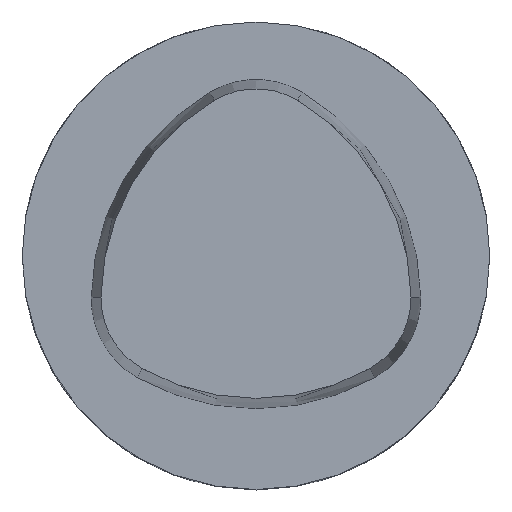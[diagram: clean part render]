
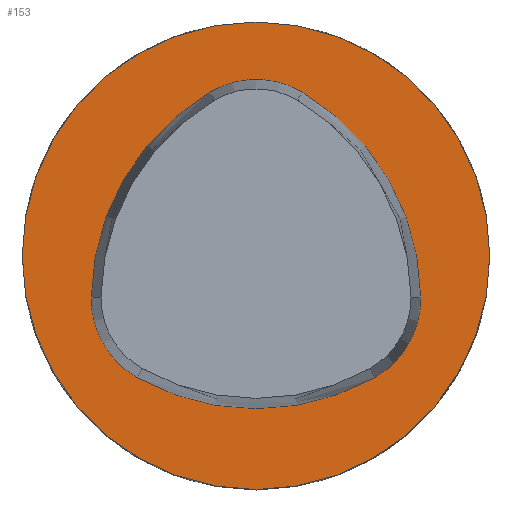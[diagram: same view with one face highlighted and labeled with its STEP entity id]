
A CAD part, top view. The second image highlights one B-rep face of the part: STEP entity #153.
In plain terms, the highlighted planar face has unit normal (0, 0, 1).
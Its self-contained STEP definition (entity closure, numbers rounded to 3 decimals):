
#107=CIRCLE('',#878,20.);
#153=ADVANCED_FACE('',(#231),#192,.T.);
#192=PLANE('',#919);
#231=FACE_OUTER_BOUND('',#286,.T.);
#286=EDGE_LOOP('',(#429));
#429=ORIENTED_EDGE('',*,*,#631,.T.);
#555=VERTEX_POINT('',#1257);
#631=EDGE_CURVE('',#555,#555,#107,.T.);
#878=AXIS2_PLACEMENT_3D('',#1256,#998,#999);
#919=AXIS2_PLACEMENT_3D('',#1401,#1096,#1097);
#998=DIRECTION('',(0.,0.,1.));
#999=DIRECTION('',(0.,1.,0.));
#1096=DIRECTION('',(0.,0.,1.));
#1097=DIRECTION('',(0.,-1.,0.));
#1256=CARTESIAN_POINT('',(0.,0.,0.));
#1257=CARTESIAN_POINT('',(0.,20.,0.));
#1401=CARTESIAN_POINT('',(0.,0.,0.));
